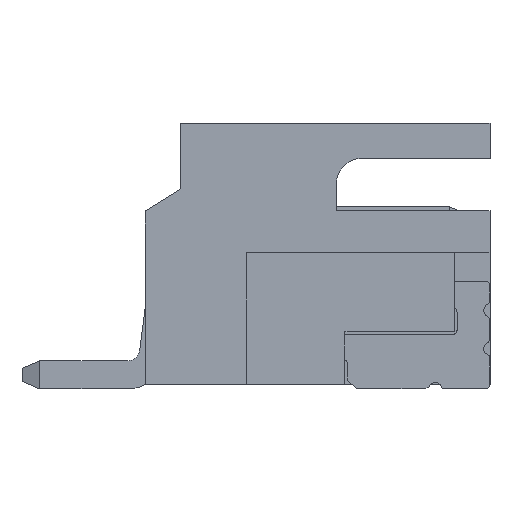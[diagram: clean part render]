
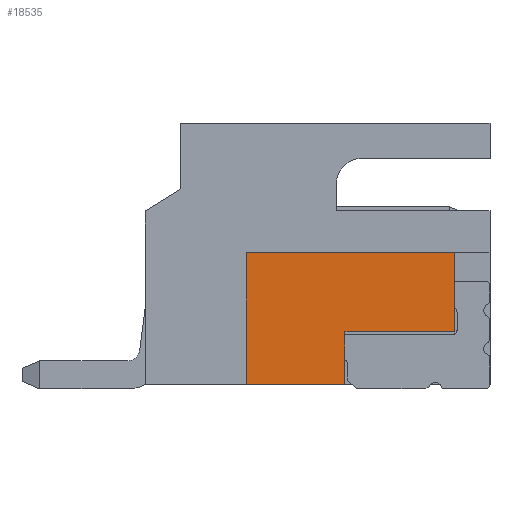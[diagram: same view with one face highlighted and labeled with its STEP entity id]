
A CAD part, left-side view. The second image highlights one B-rep face of the part: STEP entity #18535.
In plain terms, the highlighted planar face has unit normal (-1, 0, 0).
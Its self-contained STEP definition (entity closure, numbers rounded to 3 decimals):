
#12877 = PLANE('',#12878);
#12878 = AXIS2_PLACEMENT_3D('',#12879,#12880,#12881);
#12879 = CARTESIAN_POINT('',(-7.5,0.325,3.1));
#12880 = DIRECTION('',(0.,0.,-1.));
#12881 = DIRECTION('',(0.,-1.,0.));
#12905 = PLANE('',#12906);
#12906 = AXIS2_PLACEMENT_3D('',#12907,#12908,#12909);
#12907 = CARTESIAN_POINT('',(-7.5,0.325,0.1));
#12908 = DIRECTION('',(0.,-1.,0.));
#12909 = DIRECTION('',(0.,0.,1.));
#12933 = PLANE('',#12934);
#12934 = AXIS2_PLACEMENT_3D('',#12935,#12936,#12937);
#12935 = CARTESIAN_POINT('',(0.,-1.3,0.1));
#12936 = DIRECTION('',(0.,0.,1.));
#12937 = DIRECTION('',(1.,0.,-0.));
#16279 = VERTEX_POINT('',#16280);
#16280 = CARTESIAN_POINT('',(-8.75,0.325,0.1));
#16301 = EDGE_CURVE('',#16302,#16279,#16304,.T.);
#16302 = VERTEX_POINT('',#16303);
#16303 = CARTESIAN_POINT('',(-8.75,-1.925,0.1));
#16304 = SURFACE_CURVE('',#16305,(#16309,#16316),.PCURVE_S1.);
#16305 = LINE('',#16306,#16307);
#16306 = CARTESIAN_POINT('',(-8.75,-1.925,0.1));
#16307 = VECTOR('',#16308,1.);
#16308 = DIRECTION('',(0.,1.,0.));
#16309 = PCURVE('',#12933,#16310);
#16310 = DEFINITIONAL_REPRESENTATION('',(#16311),#16315);
#16311 = LINE('',#16312,#16313);
#16312 = CARTESIAN_POINT('',(-8.75,-0.625));
#16313 = VECTOR('',#16314,1.);
#16314 = DIRECTION('',(0.,1.));
#16315 = ( GEOMETRIC_REPRESENTATION_CONTEXT(2) 
PARAMETRIC_REPRESENTATION_CONTEXT() REPRESENTATION_CONTEXT('2D SPACE',''
  ) );
#16316 = PCURVE('',#16317,#16322);
#16317 = PLANE('',#16318);
#16318 = AXIS2_PLACEMENT_3D('',#16319,#16320,#16321);
#16319 = CARTESIAN_POINT('',(-8.75,-1.3,0.1));
#16320 = DIRECTION('',(1.,0.,0.));
#16321 = DIRECTION('',(-0.,1.,0.));
#16322 = DEFINITIONAL_REPRESENTATION('',(#16323),#16327);
#16323 = LINE('',#16324,#16325);
#16324 = CARTESIAN_POINT('',(-0.625,0.));
#16325 = VECTOR('',#16326,1.);
#16326 = DIRECTION('',(1.,0.));
#16327 = ( GEOMETRIC_REPRESENTATION_CONTEXT(2) 
PARAMETRIC_REPRESENTATION_CONTEXT() REPRESENTATION_CONTEXT('2D SPACE',''
  ) );
#16345 = PLANE('',#16346);
#16346 = AXIS2_PLACEMENT_3D('',#16347,#16348,#16349);
#16347 = CARTESIAN_POINT('',(-7.5,-1.925,1.3));
#16348 = DIRECTION('',(0.,1.,0.));
#16349 = DIRECTION('',(0.,0.,-1.));
#17876 = VERTEX_POINT('',#17877);
#17877 = CARTESIAN_POINT('',(-8.75,0.325,3.1));
#17898 = EDGE_CURVE('',#16279,#17876,#17899,.T.);
#17899 = SURFACE_CURVE('',#17900,(#17904,#17911),.PCURVE_S1.);
#17900 = LINE('',#17901,#17902);
#17901 = CARTESIAN_POINT('',(-8.75,0.325,0.1));
#17902 = VECTOR('',#17903,1.);
#17903 = DIRECTION('',(0.,0.,1.));
#17904 = PCURVE('',#12905,#17905);
#17905 = DEFINITIONAL_REPRESENTATION('',(#17906),#17910);
#17906 = LINE('',#17907,#17908);
#17907 = CARTESIAN_POINT('',(0.,1.25));
#17908 = VECTOR('',#17909,1.);
#17909 = DIRECTION('',(1.,0.));
#17910 = ( GEOMETRIC_REPRESENTATION_CONTEXT(2) 
PARAMETRIC_REPRESENTATION_CONTEXT() REPRESENTATION_CONTEXT('2D SPACE',''
  ) );
#17911 = PCURVE('',#16317,#17912);
#17912 = DEFINITIONAL_REPRESENTATION('',(#17913),#17917);
#17913 = LINE('',#17914,#17915);
#17914 = CARTESIAN_POINT('',(1.625,0.));
#17915 = VECTOR('',#17916,1.);
#17916 = DIRECTION('',(0.,1.));
#17917 = ( GEOMETRIC_REPRESENTATION_CONTEXT(2) 
PARAMETRIC_REPRESENTATION_CONTEXT() REPRESENTATION_CONTEXT('2D SPACE',''
  ) );
#17948 = VERTEX_POINT('',#17949);
#17949 = CARTESIAN_POINT('',(-8.75,-4.425,3.1));
#17963 = PLANE('',#17964);
#17964 = AXIS2_PLACEMENT_3D('',#17965,#17966,#17967);
#17965 = CARTESIAN_POINT('',(-7.5,-4.425,3.1));
#17966 = DIRECTION('',(0.,1.,0.));
#17967 = DIRECTION('',(0.,0.,-1.));
#17975 = EDGE_CURVE('',#17876,#17948,#17976,.T.);
#17976 = SURFACE_CURVE('',#17977,(#17981,#17988),.PCURVE_S1.);
#17977 = LINE('',#17978,#17979);
#17978 = CARTESIAN_POINT('',(-8.75,0.325,3.1));
#17979 = VECTOR('',#17980,1.);
#17980 = DIRECTION('',(0.,-1.,0.));
#17981 = PCURVE('',#12877,#17982);
#17982 = DEFINITIONAL_REPRESENTATION('',(#17983),#17987);
#17983 = LINE('',#17984,#17985);
#17984 = CARTESIAN_POINT('',(0.,1.25));
#17985 = VECTOR('',#17986,1.);
#17986 = DIRECTION('',(1.,0.));
#17987 = ( GEOMETRIC_REPRESENTATION_CONTEXT(2) 
PARAMETRIC_REPRESENTATION_CONTEXT() REPRESENTATION_CONTEXT('2D SPACE',''
  ) );
#17988 = PCURVE('',#16317,#17989);
#17989 = DEFINITIONAL_REPRESENTATION('',(#17990),#17994);
#17990 = LINE('',#17991,#17992);
#17991 = CARTESIAN_POINT('',(1.625,3.));
#17992 = VECTOR('',#17993,1.);
#17993 = DIRECTION('',(-1.,0.));
#17994 = ( GEOMETRIC_REPRESENTATION_CONTEXT(2) 
PARAMETRIC_REPRESENTATION_CONTEXT() REPRESENTATION_CONTEXT('2D SPACE',''
  ) );
#18018 = PLANE('',#18019);
#18019 = AXIS2_PLACEMENT_3D('',#18020,#18021,#18022);
#18020 = CARTESIAN_POINT('',(-7.5,-4.425,1.3));
#18021 = DIRECTION('',(0.,0.,1.));
#18022 = DIRECTION('',(0.,1.,0.));
#18323 = VERTEX_POINT('',#18324);
#18324 = CARTESIAN_POINT('',(-8.75,-1.925,1.3));
#18345 = EDGE_CURVE('',#18346,#18323,#18348,.T.);
#18346 = VERTEX_POINT('',#18347);
#18347 = CARTESIAN_POINT('',(-8.75,-4.425,1.3));
#18348 = SURFACE_CURVE('',#18349,(#18353,#18360),.PCURVE_S1.);
#18349 = LINE('',#18350,#18351);
#18350 = CARTESIAN_POINT('',(-8.75,-4.425,1.3));
#18351 = VECTOR('',#18352,1.);
#18352 = DIRECTION('',(0.,1.,0.));
#18353 = PCURVE('',#18018,#18354);
#18354 = DEFINITIONAL_REPRESENTATION('',(#18355),#18359);
#18355 = LINE('',#18356,#18357);
#18356 = CARTESIAN_POINT('',(0.,1.25));
#18357 = VECTOR('',#18358,1.);
#18358 = DIRECTION('',(1.,0.));
#18359 = ( GEOMETRIC_REPRESENTATION_CONTEXT(2) 
PARAMETRIC_REPRESENTATION_CONTEXT() REPRESENTATION_CONTEXT('2D SPACE',''
  ) );
#18360 = PCURVE('',#16317,#18361);
#18361 = DEFINITIONAL_REPRESENTATION('',(#18362),#18366);
#18362 = LINE('',#18363,#18364);
#18363 = CARTESIAN_POINT('',(-3.125,1.2));
#18364 = VECTOR('',#18365,1.);
#18365 = DIRECTION('',(1.,0.));
#18366 = ( GEOMETRIC_REPRESENTATION_CONTEXT(2) 
PARAMETRIC_REPRESENTATION_CONTEXT() REPRESENTATION_CONTEXT('2D SPACE',''
  ) );
#18492 = EDGE_CURVE('',#18323,#16302,#18493,.T.);
#18493 = SURFACE_CURVE('',#18494,(#18498,#18505),.PCURVE_S1.);
#18494 = LINE('',#18495,#18496);
#18495 = CARTESIAN_POINT('',(-8.75,-1.925,1.3));
#18496 = VECTOR('',#18497,1.);
#18497 = DIRECTION('',(0.,0.,-1.));
#18498 = PCURVE('',#16345,#18499);
#18499 = DEFINITIONAL_REPRESENTATION('',(#18500),#18504);
#18500 = LINE('',#18501,#18502);
#18501 = CARTESIAN_POINT('',(0.,1.25));
#18502 = VECTOR('',#18503,1.);
#18503 = DIRECTION('',(1.,0.));
#18504 = ( GEOMETRIC_REPRESENTATION_CONTEXT(2) 
PARAMETRIC_REPRESENTATION_CONTEXT() REPRESENTATION_CONTEXT('2D SPACE',''
  ) );
#18505 = PCURVE('',#16317,#18506);
#18506 = DEFINITIONAL_REPRESENTATION('',(#18507),#18511);
#18507 = LINE('',#18508,#18509);
#18508 = CARTESIAN_POINT('',(-0.625,1.2));
#18509 = VECTOR('',#18510,1.);
#18510 = DIRECTION('',(0.,-1.));
#18511 = ( GEOMETRIC_REPRESENTATION_CONTEXT(2) 
PARAMETRIC_REPRESENTATION_CONTEXT() REPRESENTATION_CONTEXT('2D SPACE',''
  ) );
#18535 = ADVANCED_FACE('',(#18536),#16317,.F.);
#18536 = FACE_BOUND('',#18537,.F.);
#18537 = EDGE_LOOP('',(#18538,#18539,#18540,#18541,#18562,#18563));
#18538 = ORIENTED_EDGE('',*,*,#16301,.T.);
#18539 = ORIENTED_EDGE('',*,*,#17898,.T.);
#18540 = ORIENTED_EDGE('',*,*,#17975,.T.);
#18541 = ORIENTED_EDGE('',*,*,#18542,.T.);
#18542 = EDGE_CURVE('',#17948,#18346,#18543,.T.);
#18543 = SURFACE_CURVE('',#18544,(#18548,#18555),.PCURVE_S1.);
#18544 = LINE('',#18545,#18546);
#18545 = CARTESIAN_POINT('',(-8.75,-4.425,3.1));
#18546 = VECTOR('',#18547,1.);
#18547 = DIRECTION('',(0.,0.,-1.));
#18548 = PCURVE('',#16317,#18549);
#18549 = DEFINITIONAL_REPRESENTATION('',(#18550),#18554);
#18550 = LINE('',#18551,#18552);
#18551 = CARTESIAN_POINT('',(-3.125,3.));
#18552 = VECTOR('',#18553,1.);
#18553 = DIRECTION('',(0.,-1.));
#18554 = ( GEOMETRIC_REPRESENTATION_CONTEXT(2) 
PARAMETRIC_REPRESENTATION_CONTEXT() REPRESENTATION_CONTEXT('2D SPACE',''
  ) );
#18555 = PCURVE('',#17963,#18556);
#18556 = DEFINITIONAL_REPRESENTATION('',(#18557),#18561);
#18557 = LINE('',#18558,#18559);
#18558 = CARTESIAN_POINT('',(0.,1.25));
#18559 = VECTOR('',#18560,1.);
#18560 = DIRECTION('',(1.,0.));
#18561 = ( GEOMETRIC_REPRESENTATION_CONTEXT(2) 
PARAMETRIC_REPRESENTATION_CONTEXT() REPRESENTATION_CONTEXT('2D SPACE',''
  ) );
#18562 = ORIENTED_EDGE('',*,*,#18345,.T.);
#18563 = ORIENTED_EDGE('',*,*,#18492,.T.);
